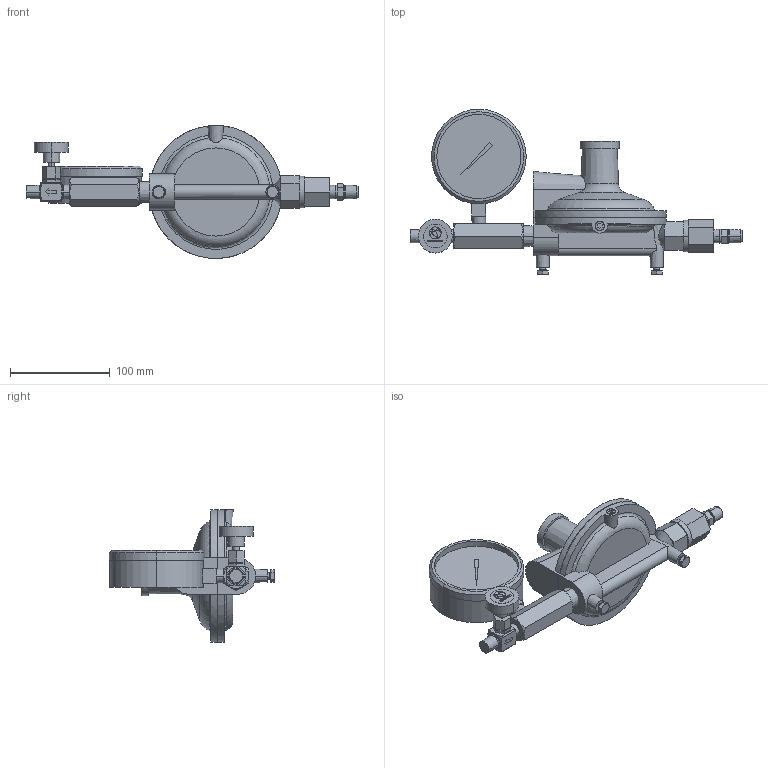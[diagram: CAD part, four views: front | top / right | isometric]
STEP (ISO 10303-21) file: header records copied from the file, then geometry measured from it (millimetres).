
FILE_DESCRIPTION((''),'2;1');
FILE_NAME('MREG-0613-XX_ASM','2022-02-07T16:07:43',('DLachman'),('MATHESON TRI-GAS'),'CREO PARAMETRIC BY PTC INC, 2018260','CREO PARAMETRIC BY PTC INC, 2018260','');
FILE_SCHEMA(('CONFIG_CONTROL_DESIGN'));
Length unit declared in the file: inch
Products named in the file (8): MREG-0435-XX; MBUS-0060-BO; MTEE-0040-BO; MGAG-0058-BA; MVLV-1892-BF; ROUND_LOGO_SMALL; MSCR-0524-SH; MREG-0613-XX_ASM
Assembly tree (8 placements, depth 2):
  MREG-0613-XX_ASM
    MREG-0435-XX
    MBUS-0060-BO
    MTEE-0040-BO
    MGAG-0058-BA
    MVLV-1892-BF
    ROUND_LOGO_SMALL
    MSCR-0524-SH  x2
Bounding box: 333.12 x 166.14 x 133.35 mm (x, y, z)
Volume: 868806.5 mm3; surface area: 116703.7 mm2
Topology: 8 solids, 10 shells, 587 faces, 1462 edges, 945 vertices
Faces by surface type: plane 376, cylinder 97, cone 82, torus 32
Entity records: 17768 total; most frequent: CARTESIAN_POINT 3960, ORIENTED_EDGE 2824, DIRECTION 2803, EDGE_CURVE 1416, AXIS2_PLACEMENT_3D 954, VERTEX_POINT 919, VECTOR 895, LINE 895
